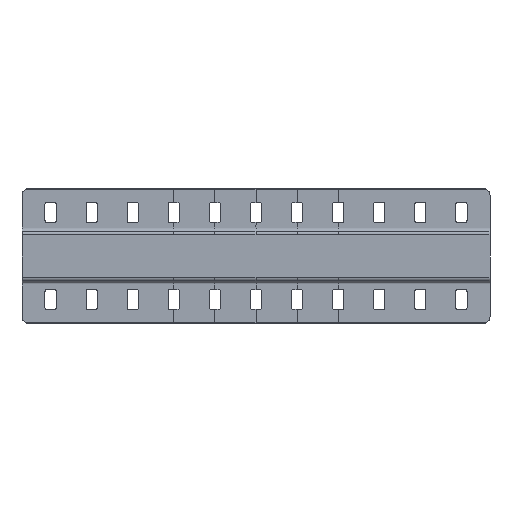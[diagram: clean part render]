
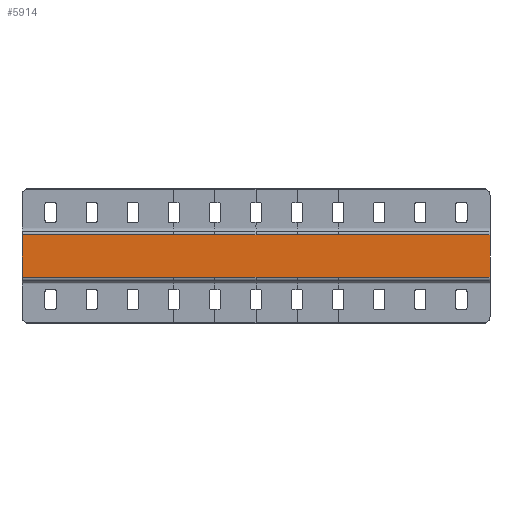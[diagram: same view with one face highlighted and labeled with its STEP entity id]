
A CAD part, top view. The second image highlights one B-rep face of the part: STEP entity #5914.
In plain terms, the highlighted planar face has unit normal (0, 0, 1).
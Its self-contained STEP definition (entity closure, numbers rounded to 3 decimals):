
#600=DIRECTION('',(0.,1.,0.));
#601=VECTOR('',#600,26.172);
#602=CARTESIAN_POINT('',(-142.5,-13.086,4.));
#603=LINE('',#602,#601);
#714=DIRECTION('',(0.,-1.,0.));
#715=VECTOR('',#714,26.172);
#716=CARTESIAN_POINT('',(142.5,13.086,4.));
#717=LINE('',#716,#715);
#1233=DIRECTION('',(-1.,0.,0.));
#1234=VECTOR('',#1233,92.5);
#1235=CARTESIAN_POINT('',(-50.,-13.086,4.));
#1236=LINE('',#1235,#1234);
#1246=DIRECTION('',(-1.,0.,0.));
#1247=VECTOR('',#1246,25.);
#1248=CARTESIAN_POINT('',(-25.,-13.086,4.));
#1249=LINE('',#1248,#1247);
#1250=DIRECTION('',(1.,0.,0.));
#1251=VECTOR('',#1250,25.);
#1252=CARTESIAN_POINT('',(-25.,13.086,4.));
#1253=LINE('',#1252,#1251);
#1263=DIRECTION('',(1.,0.,0.));
#1264=VECTOR('',#1263,25.);
#1265=CARTESIAN_POINT('',(-50.,13.086,4.));
#1266=LINE('',#1265,#1264);
#1276=DIRECTION('',(1.,0.,0.));
#1277=VECTOR('',#1276,92.5);
#1278=CARTESIAN_POINT('',(-142.5,13.086,4.));
#1279=LINE('',#1278,#1277);
#1284=DIRECTION('',(1.,0.,0.));
#1285=VECTOR('',#1284,25.);
#1286=CARTESIAN_POINT('',(0.,13.086,4.));
#1287=LINE('',#1286,#1285);
#1297=DIRECTION('',(1.,0.,0.));
#1298=VECTOR('',#1297,25.);
#1299=CARTESIAN_POINT('',(25.,13.086,4.));
#1300=LINE('',#1299,#1298);
#1310=DIRECTION('',(1.,0.,0.));
#1311=VECTOR('',#1310,92.5);
#1312=CARTESIAN_POINT('',(50.,13.086,4.));
#1313=LINE('',#1312,#1311);
#3042=DIRECTION('',(-1.,0.,0.));
#3043=VECTOR('',#3042,92.5);
#3044=CARTESIAN_POINT('',(142.5,-13.086,4.));
#3045=LINE('',#3044,#3043);
#3055=DIRECTION('',(-1.,0.,0.));
#3056=VECTOR('',#3055,25.);
#3057=CARTESIAN_POINT('',(50.,-13.086,4.));
#3058=LINE('',#3057,#3056);
#3068=DIRECTION('',(-1.,0.,0.));
#3069=VECTOR('',#3068,25.);
#3070=CARTESIAN_POINT('',(25.,-13.086,4.));
#3071=LINE('',#3070,#3069);
#3081=DIRECTION('',(-1.,0.,0.));
#3082=VECTOR('',#3081,25.);
#3083=CARTESIAN_POINT('',(0.,-13.086,4.));
#3084=LINE('',#3083,#3082);
#3632=CARTESIAN_POINT('',(50.,13.086,4.));
#3634=VERTEX_POINT('',#3632);
#3635=CARTESIAN_POINT('',(50.,-13.086,4.));
#3637=VERTEX_POINT('',#3635);
#3669=CARTESIAN_POINT('',(25.,13.086,4.));
#3670=VERTEX_POINT('',#3669);
#3695=CARTESIAN_POINT('',(25.,-13.086,4.));
#3697=VERTEX_POINT('',#3695);
#3789=CARTESIAN_POINT('',(0.,13.086,4.));
#3790=VERTEX_POINT('',#3789);
#3819=CARTESIAN_POINT('',(0.,-13.086,4.));
#3821=VERTEX_POINT('',#3819);
#3909=CARTESIAN_POINT('',(-25.,13.086,4.));
#3910=VERTEX_POINT('',#3909);
#3935=CARTESIAN_POINT('',(-25.,-13.086,4.));
#3937=VERTEX_POINT('',#3935);
#4029=CARTESIAN_POINT('',(-50.,13.086,4.));
#4030=VERTEX_POINT('',#4029);
#4055=CARTESIAN_POINT('',(-50.,-13.086,4.));
#4057=VERTEX_POINT('',#4055);
#4085=CARTESIAN_POINT('',(-142.5,-13.086,4.));
#4086=VERTEX_POINT('',#4085);
#4331=CARTESIAN_POINT('',(-142.5,13.086,4.));
#4332=VERTEX_POINT('',#4331);
#4337=CARTESIAN_POINT('',(142.5,13.086,4.));
#4338=VERTEX_POINT('',#4337);
#4583=CARTESIAN_POINT('',(142.5,-13.086,4.));
#4584=VERTEX_POINT('',#4583);
#5883=CARTESIAN_POINT('',(-61.001,15.704,4.));
#5884=DIRECTION('',(0.,0.,1.));
#5885=DIRECTION('',(1.,0.,0.));
#5886=AXIS2_PLACEMENT_3D('',#5883,#5884,#5885);
#5887=PLANE('',#5886);
#5889=ORIENTED_EDGE('',*,*,#5888,.T.);
#5891=ORIENTED_EDGE('',*,*,#5890,.T.);
#5893=ORIENTED_EDGE('',*,*,#5892,.T.);
#5895=ORIENTED_EDGE('',*,*,#5894,.T.);
#5896=ORIENTED_EDGE('',*,*,#5223,.T.);
#5898=ORIENTED_EDGE('',*,*,#5897,.T.);
#5900=ORIENTED_EDGE('',*,*,#5899,.T.);
#5902=ORIENTED_EDGE('',*,*,#5901,.T.);
#5904=ORIENTED_EDGE('',*,*,#5903,.T.);
#5905=ORIENTED_EDGE('',*,*,#5876,.T.);
#5906=ORIENTED_EDGE('',*,*,#5864,.T.);
#5907=ORIENTED_EDGE('',*,*,#5080,.T.);
#5909=ORIENTED_EDGE('',*,*,#5908,.T.);
#5911=ORIENTED_EDGE('',*,*,#5910,.T.);
#5912=EDGE_LOOP('',(#5889,#5891,#5893,#5895,#5896,#5898,#5900,#5902,#5904,#5905,
#5906,#5907,#5909,#5911));
#5913=FACE_OUTER_BOUND('',#5912,.F.);
#5914=ADVANCED_FACE('',(#5913),#5887,.T.);
#5080=EDGE_CURVE('',#4086,#4332,#603,.T.);
#5223=EDGE_CURVE('',#4338,#4584,#717,.T.);
#5864=EDGE_CURVE('',#4057,#4086,#1236,.T.);
#5876=EDGE_CURVE('',#3937,#4057,#1249,.T.);
#5888=EDGE_CURVE('',#3910,#3790,#1253,.T.);
#5890=EDGE_CURVE('',#3790,#3670,#1287,.T.);
#5892=EDGE_CURVE('',#3670,#3634,#1300,.T.);
#5894=EDGE_CURVE('',#3634,#4338,#1313,.T.);
#5897=EDGE_CURVE('',#4584,#3637,#3045,.T.);
#5899=EDGE_CURVE('',#3637,#3697,#3058,.T.);
#5901=EDGE_CURVE('',#3697,#3821,#3071,.T.);
#5903=EDGE_CURVE('',#3821,#3937,#3084,.T.);
#5908=EDGE_CURVE('',#4332,#4030,#1279,.T.);
#5910=EDGE_CURVE('',#4030,#3910,#1266,.T.);
